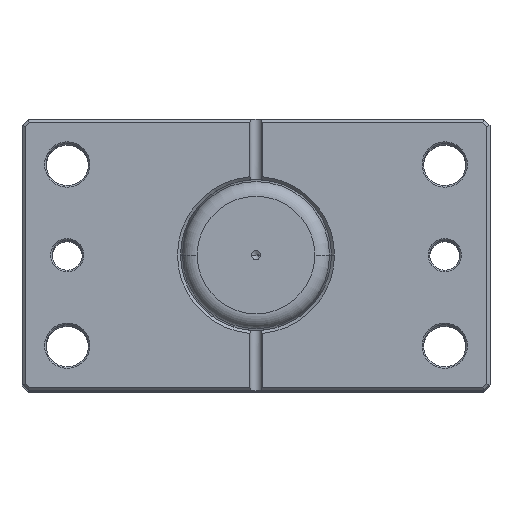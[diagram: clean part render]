
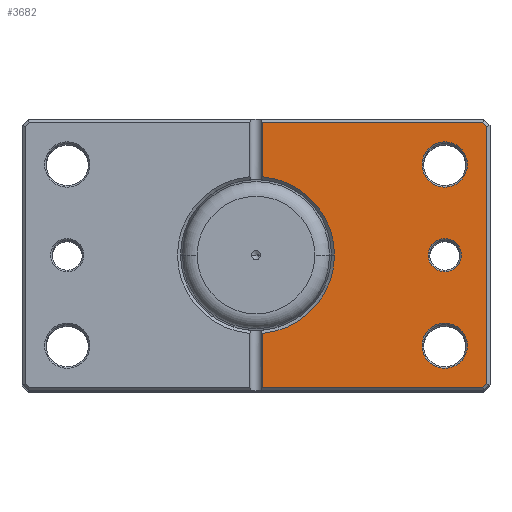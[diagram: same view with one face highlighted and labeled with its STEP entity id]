
A CAD part, top view. The second image highlights one B-rep face of the part: STEP entity #3682.
In plain terms, the highlighted face is planar.
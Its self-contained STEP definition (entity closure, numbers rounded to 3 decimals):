
#15 = CIRCLE ( 'NONE', #5051, 7.5 ) ;
#69 = EDGE_CURVE ( 'NONE', #1660, #3091, #5815, .T. ) ;
#177 = CARTESIAN_POINT ( 'NONE',  ( -57., 0., 0. ) ) ;
#182 = ORIENTED_EDGE ( 'NONE', *, *, #5681, .T. ) ;
#190 = DIRECTION ( 'NONE',  ( 0., 0., 1. ) ) ;
#276 = CARTESIAN_POINT ( 'NONE',  ( -76.5, 42.586, 0. ) ) ;
#302 = ORIENTED_EDGE ( 'NONE', *, *, #1139, .T. ) ;
#336 = DIRECTION ( 'NONE',  ( 0., 0., 1. ) ) ;
#488 = VECTOR ( 'NONE', #5627, 1000. ) ;
#505 = VERTEX_POINT ( 'NONE', #6329 ) ;
#523 = CARTESIAN_POINT ( 'NONE',  ( -55., -30., 0. ) ) ;
#571 = LINE ( 'NONE', #7005, #1863 ) ;
#586 = EDGE_CURVE ( 'NONE', #598, #505, #2385, .T. ) ;
#592 = CARTESIAN_POINT ( 'NONE',  ( -70., -30., 0. ) ) ;
#595 = EDGE_CURVE ( 'NONE', #3596, #5755, #5175, .T. ) ;
#598 = VERTEX_POINT ( 'NONE', #2572 ) ;
#618 = CARTESIAN_POINT ( 'NONE',  ( -75.086, 44., 0. ) ) ;
#666 = CARTESIAN_POINT ( 'NONE',  ( 0., -44., 0. ) ) ;
#676 = ORIENTED_EDGE ( 'NONE', *, *, #595, .T. ) ;
#770 = ORIENTED_EDGE ( 'NONE', *, *, #781, .T. ) ;
#781 = EDGE_CURVE ( 'NONE', #5755, #2629, #7046, .T. ) ;
#847 = CARTESIAN_POINT ( 'NONE',  ( -62.5, 30., 0. ) ) ;
#1139 = EDGE_CURVE ( 'NONE', #2512, #6137, #571, .T. ) ;
#1144 = CARTESIAN_POINT ( 'NONE',  ( -62.5, -30., 0. ) ) ;
#1145 = VERTEX_POINT ( 'NONE', #1188 ) ;
#1154 = CIRCLE ( 'NONE', #5907, 5.5 ) ;
#1160 = CARTESIAN_POINT ( 'NONE',  ( -62.5, 30., 0. ) ) ;
#1162 = EDGE_LOOP ( 'NONE', ( #6041, #676, #770, #6664, #182, #5362, #3984, #3168, #302 ) ) ;
#1188 = CARTESIAN_POINT ( 'NONE',  ( -70., 30., 0. ) ) ;
#1232 = DIRECTION ( 'NONE',  ( 1., 0., 0. ) ) ;
#1398 = DIRECTION ( 'NONE',  ( 1., 0., 0. ) ) ;
#1414 = VERTEX_POINT ( 'NONE', #276 ) ;
#1496 = DIRECTION ( 'NONE',  ( 0., -1., 0. ) ) ;
#1525 = AXIS2_PLACEMENT_3D ( 'NONE', #6198, #4571, #1232 ) ;
#1545 = CARTESIAN_POINT ( 'NONE',  ( -59.543, -59.543, 0. ) ) ;
#1660 = VERTEX_POINT ( 'NONE', #4002 ) ;
#1699 = EDGE_CURVE ( 'NONE', #2865, #7063, #4467, .T. ) ;
#1700 = DIRECTION ( 'NONE',  ( 1., 0., 0. ) ) ;
#1709 = DIRECTION ( 'NONE',  ( 1., 0., 0. ) ) ;
#1767 = DIRECTION ( 'NONE',  ( -1., 0., 0. ) ) ;
#1811 = CARTESIAN_POINT ( 'NONE',  ( -26., 0., 0. ) ) ;
#1863 = VECTOR ( 'NONE', #6529, 1000. ) ;
#1865 = DIRECTION ( 'NONE',  ( 0., 1., 0. ) ) ;
#1944 = LINE ( 'NONE', #5088, #488 ) ;
#2027 = CIRCLE ( 'NONE', #2367, 7.5 ) ;
#2197 = AXIS2_PLACEMENT_3D ( 'NONE', #5304, #4720, #3711 ) ;
#2259 = DIRECTION ( 'NONE',  ( 1., 0., 0. ) ) ;
#2367 = AXIS2_PLACEMENT_3D ( 'NONE', #847, #4735, #1398 ) ;
#2385 = LINE ( 'NONE', #1545, #3698 ) ;
#2405 = CARTESIAN_POINT ( 'NONE',  ( -2., 25.923, 0. ) ) ;
#2512 = VERTEX_POINT ( 'NONE', #618 ) ;
#2572 = CARTESIAN_POINT ( 'NONE',  ( -75.086, -44., 0. ) ) ;
#2629 = VERTEX_POINT ( 'NONE', #2971 ) ;
#2865 = VERTEX_POINT ( 'NONE', #523 ) ;
#2893 = VERTEX_POINT ( 'NONE', #4426 ) ;
#2963 = EDGE_LOOP ( 'NONE', ( #3881, #6625 ) ) ;
#2971 = CARTESIAN_POINT ( 'NONE',  ( -2., -25.923, 0. ) ) ;
#2976 = EDGE_CURVE ( 'NONE', #7063, #2865, #15, .T. ) ;
#3091 = VERTEX_POINT ( 'NONE', #177 ) ;
#3094 = DIRECTION ( 'NONE',  ( 0., 0., 1. ) ) ;
#3168 = ORIENTED_EDGE ( 'NONE', *, *, #5872, .T. ) ;
#3209 = EDGE_CURVE ( 'NONE', #2629, #2893, #7019, .T. ) ;
#3258 = LINE ( 'NONE', #6600, #4928 ) ;
#3270 = ORIENTED_EDGE ( 'NONE', *, *, #6092, .T. ) ;
#3408 = EDGE_CURVE ( 'NONE', #3937, #1145, #5645, .T. ) ;
#3524 = DIRECTION ( 'NONE',  ( 1., 0., 0. ) ) ;
#3587 = CARTESIAN_POINT ( 'NONE',  ( -62.5, -30., 0. ) ) ;
#3596 = VERTEX_POINT ( 'NONE', #2405 ) ;
#3682 = ADVANCED_FACE ( 'NONE', ( #6663, #3744, #6830, #5386 ), #5636, .F. ) ;
#3698 = VECTOR ( 'NONE', #5263, 1000. ) ;
#3711 = DIRECTION ( 'NONE',  ( 1., 0., 0. ) ) ;
#3744 = FACE_BOUND ( 'NONE', #2963, .T. ) ;
#3792 = EDGE_CURVE ( 'NONE', #505, #1414, #4708, .T. ) ;
#3881 = ORIENTED_EDGE ( 'NONE', *, *, #2976, .T. ) ;
#3937 = VERTEX_POINT ( 'NONE', #5858 ) ;
#3969 = ORIENTED_EDGE ( 'NONE', *, *, #3408, .T. ) ;
#3984 = ORIENTED_EDGE ( 'NONE', *, *, #3792, .T. ) ;
#3989 = CARTESIAN_POINT ( 'NONE',  ( 0., 0., 0. ) ) ;
#4002 = CARTESIAN_POINT ( 'NONE',  ( -68., 0., 0. ) ) ;
#4238 = EDGE_LOOP ( 'NONE', ( #3270, #3969 ) ) ;
#4263 = AXIS2_PLACEMENT_3D ( 'NONE', #3587, #336, #6908 ) ;
#4313 = ORIENTED_EDGE ( 'NONE', *, *, #7148, .T. ) ;
#4426 = CARTESIAN_POINT ( 'NONE',  ( -2., -44., 0. ) ) ;
#4444 = DIRECTION ( 'NONE',  ( 0., 0., 1. ) ) ;
#4467 = CIRCLE ( 'NONE', #4263, 7.5 ) ;
#4571 = DIRECTION ( 'NONE',  ( 0., 0., 1. ) ) ;
#4708 = LINE ( 'NONE', #6239, #6150 ) ;
#4720 = DIRECTION ( 'NONE',  ( 0., 0., 1. ) ) ;
#4735 = DIRECTION ( 'NONE',  ( 0., 0., 1. ) ) ;
#4763 = ORIENTED_EDGE ( 'NONE', *, *, #69, .T. ) ;
#4849 = CARTESIAN_POINT ( 'NONE',  ( -2., 45., 0. ) ) ;
#4928 = VECTOR ( 'NONE', #6054, 1000. ) ;
#5027 = DIRECTION ( 'NONE',  ( 0., 0., 1. ) ) ;
#5040 = DIRECTION ( 'NONE',  ( 0., 0., 1. ) ) ;
#5051 = AXIS2_PLACEMENT_3D ( 'NONE', #1144, #5027, #1700 ) ;
#5088 = CARTESIAN_POINT ( 'NONE',  ( -59.543, 59.543, 0. ) ) ;
#5175 = CIRCLE ( 'NONE', #2197, 26. ) ;
#5263 = DIRECTION ( 'NONE',  ( -0.707, 0.707, 0. ) ) ;
#5304 = CARTESIAN_POINT ( 'NONE',  ( 0., 0., 0. ) ) ;
#5362 = ORIENTED_EDGE ( 'NONE', *, *, #586, .T. ) ;
#5386 = FACE_OUTER_BOUND ( 'NONE', #1162, .T. ) ;
#5512 = EDGE_CURVE ( 'NONE', #6137, #3596, #3258, .T. ) ;
#5513 = LINE ( 'NONE', #666, #6444 ) ;
#5559 = VECTOR ( 'NONE', #1496, 1000. ) ;
#5627 = DIRECTION ( 'NONE',  ( 0.707, 0.707, 0. ) ) ;
#5636 = PLANE ( 'NONE',  #1525 ) ;
#5645 = CIRCLE ( 'NONE', #6974, 7.5 ) ;
#5681 = EDGE_CURVE ( 'NONE', #2893, #598, #5513, .T. ) ;
#5755 = VERTEX_POINT ( 'NONE', #1811 ) ;
#5815 = CIRCLE ( 'NONE', #6319, 5.5 ) ;
#5858 = CARTESIAN_POINT ( 'NONE',  ( -55., 30., 0. ) ) ;
#5872 = EDGE_CURVE ( 'NONE', #1414, #2512, #1944, .T. ) ;
#5907 = AXIS2_PLACEMENT_3D ( 'NONE', #6398, #3094, #6945 ) ;
#6041 = ORIENTED_EDGE ( 'NONE', *, *, #5512, .T. ) ;
#6054 = DIRECTION ( 'NONE',  ( 0., -1., 0. ) ) ;
#6092 = EDGE_CURVE ( 'NONE', #1145, #3937, #2027, .T. ) ;
#6137 = VERTEX_POINT ( 'NONE', #6939 ) ;
#6150 = VECTOR ( 'NONE', #1865, 1000. ) ;
#6198 = CARTESIAN_POINT ( 'NONE',  ( 0., 0., 0. ) ) ;
#6239 = CARTESIAN_POINT ( 'NONE',  ( -76.5, 0., 0. ) ) ;
#6319 = AXIS2_PLACEMENT_3D ( 'NONE', #7095, #4444, #2259 ) ;
#6329 = CARTESIAN_POINT ( 'NONE',  ( -76.5, -42.586, 0. ) ) ;
#6398 = CARTESIAN_POINT ( 'NONE',  ( -62.5, 0., 0. ) ) ;
#6444 = VECTOR ( 'NONE', #1767, 1000. ) ;
#6529 = DIRECTION ( 'NONE',  ( 1., 0., 0. ) ) ;
#6600 = CARTESIAN_POINT ( 'NONE',  ( -2., 45., 0. ) ) ;
#6625 = ORIENTED_EDGE ( 'NONE', *, *, #1699, .T. ) ;
#6646 = AXIS2_PLACEMENT_3D ( 'NONE', #3989, #190, #3524 ) ;
#6663 = FACE_BOUND ( 'NONE', #6890, .T. ) ;
#6664 = ORIENTED_EDGE ( 'NONE', *, *, #3209, .T. ) ;
#6830 = FACE_BOUND ( 'NONE', #4238, .T. ) ;
#6890 = EDGE_LOOP ( 'NONE', ( #4763, #4313 ) ) ;
#6908 = DIRECTION ( 'NONE',  ( 1., 0., 0. ) ) ;
#6939 = CARTESIAN_POINT ( 'NONE',  ( -2., 44., 0. ) ) ;
#6945 = DIRECTION ( 'NONE',  ( 1., 0., 0. ) ) ;
#6974 = AXIS2_PLACEMENT_3D ( 'NONE', #1160, #5040, #1709 ) ;
#7005 = CARTESIAN_POINT ( 'NONE',  ( 0., 44., 0. ) ) ;
#7019 = LINE ( 'NONE', #4849, #5559 ) ;
#7046 = CIRCLE ( 'NONE', #6646, 26. ) ;
#7063 = VERTEX_POINT ( 'NONE', #592 ) ;
#7095 = CARTESIAN_POINT ( 'NONE',  ( -62.5, 0., 0. ) ) ;
#7148 = EDGE_CURVE ( 'NONE', #3091, #1660, #1154, .T. ) ;
